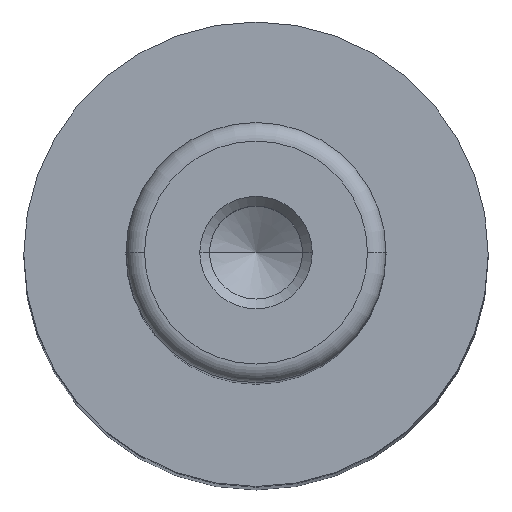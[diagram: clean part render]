
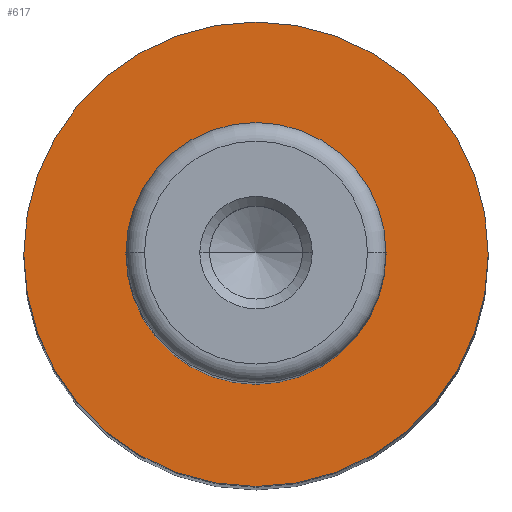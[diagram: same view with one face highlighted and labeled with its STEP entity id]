
A CAD part, top view. The second image highlights one B-rep face of the part: STEP entity #617.
In plain terms, the highlighted planar face has unit normal (0, 0, 1).
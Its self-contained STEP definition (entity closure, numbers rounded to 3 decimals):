
#1 = EDGE_LOOP ( 'NONE', ( #404, #732 ) ) ;
#41 = ORIENTED_EDGE ( 'NONE', *, *, #258, .F. ) ;
#46 = EDGE_CURVE ( 'NONE', #642, #590, #374, .T. ) ;
#47 = AXIS2_PLACEMENT_3D ( 'NONE', #291, #639, #229 ) ;
#89 = DIRECTION ( 'NONE',  ( 0., 0., -1. ) ) ;
#152 = DIRECTION ( 'NONE',  ( 1., 0., 0. ) ) ;
#229 = DIRECTION ( 'NONE',  ( -1., 0., 0. ) ) ;
#248 = FACE_OUTER_BOUND ( 'NONE', #671, .T. ) ;
#258 = EDGE_CURVE ( 'NONE', #431, #568, #293, .T. ) ;
#265 = CARTESIAN_POINT ( 'NONE',  ( 0., 0., 108. ) ) ;
#277 = CARTESIAN_POINT ( 'NONE',  ( -7., 0., 108. ) ) ;
#291 = CARTESIAN_POINT ( 'NONE',  ( 0., 0., 108. ) ) ;
#293 = CIRCLE ( 'NONE', #47, 12.5 ) ;
#307 = AXIS2_PLACEMENT_3D ( 'NONE', #265, #677, #325 ) ;
#309 = ORIENTED_EDGE ( 'NONE', *, *, #550, .F. ) ;
#325 = DIRECTION ( 'NONE',  ( -1., 0., 0. ) ) ;
#353 = DIRECTION ( 'NONE',  ( 0., 0., -1. ) ) ;
#360 = AXIS2_PLACEMENT_3D ( 'NONE', #448, #89, #507 ) ;
#362 = CARTESIAN_POINT ( 'NONE',  ( 0., 0., 108. ) ) ;
#374 = CIRCLE ( 'NONE', #423, 7. ) ;
#396 = CARTESIAN_POINT ( 'NONE',  ( 7., 0., 108. ) ) ;
#404 = ORIENTED_EDGE ( 'NONE', *, *, #46, .T. ) ;
#409 = FACE_BOUND ( 'NONE', #1, .T. ) ;
#423 = AXIS2_PLACEMENT_3D ( 'NONE', #362, #353, #759 ) ;
#431 = VERTEX_POINT ( 'NONE', #748 ) ;
#448 = CARTESIAN_POINT ( 'NONE',  ( 0., 0., 108. ) ) ;
#462 = CIRCLE ( 'NONE', #360, 7. ) ;
#507 = DIRECTION ( 'NONE',  ( -1., 0., 0. ) ) ;
#511 = PLANE ( 'NONE',  #660 ) ;
#514 = DIRECTION ( 'NONE',  ( 0., 0., 1. ) ) ;
#550 = EDGE_CURVE ( 'NONE', #568, #431, #755, .T. ) ;
#563 = EDGE_CURVE ( 'NONE', #590, #642, #462, .T. ) ;
#568 = VERTEX_POINT ( 'NONE', #611 ) ;
#590 = VERTEX_POINT ( 'NONE', #396 ) ;
#611 = CARTESIAN_POINT ( 'NONE',  ( -12.5, 0., 108. ) ) ;
#617 = ADVANCED_FACE ( 'NONE', ( #409, #248 ), #511, .T. ) ;
#619 = CARTESIAN_POINT ( 'NONE',  ( -7., 0., 108. ) ) ;
#639 = DIRECTION ( 'NONE',  ( 0., 0., -1. ) ) ;
#642 = VERTEX_POINT ( 'NONE', #277 ) ;
#660 = AXIS2_PLACEMENT_3D ( 'NONE', #619, #514, #152 ) ;
#671 = EDGE_LOOP ( 'NONE', ( #309, #41 ) ) ;
#677 = DIRECTION ( 'NONE',  ( 0., 0., -1. ) ) ;
#732 = ORIENTED_EDGE ( 'NONE', *, *, #563, .T. ) ;
#748 = CARTESIAN_POINT ( 'NONE',  ( 12.5, 0., 108. ) ) ;
#755 = CIRCLE ( 'NONE', #307, 12.5 ) ;
#759 = DIRECTION ( 'NONE',  ( -1., 0., 0. ) ) ;
